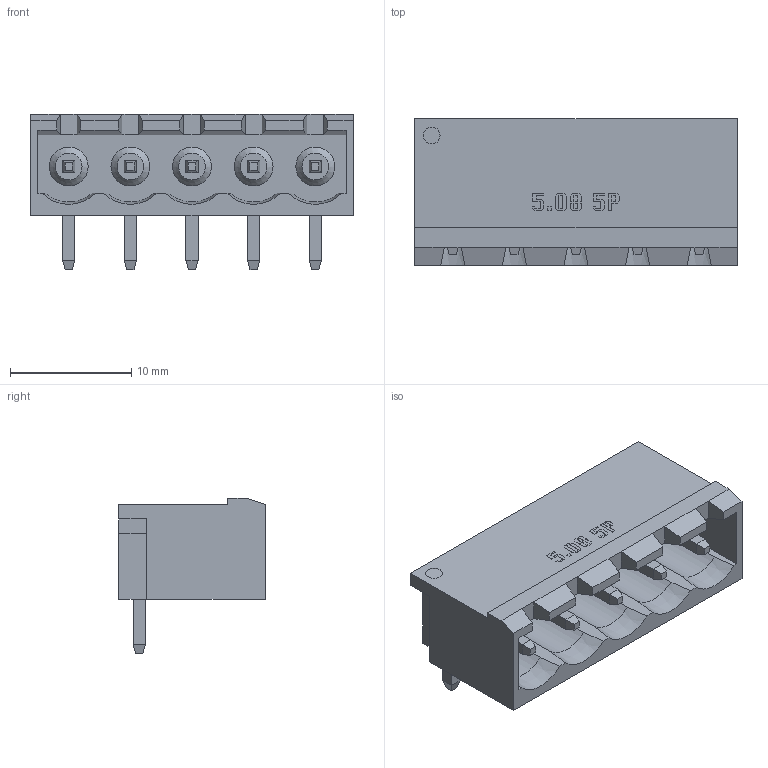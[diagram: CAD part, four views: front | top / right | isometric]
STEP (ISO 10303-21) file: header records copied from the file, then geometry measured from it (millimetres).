
FILE_DESCRIPTION(/* description */ ('model of Conn_Universal-5.08-5P-SIDE'),/* implementation_level */ '2;1');
FILE_NAME(/* name */ 'Conn_Universal-5.08-5P-SIDE.stp',/* time_stamp */ '2015-12-05T23:10:29',/* author */ ('Joan The Spark',''),/* organization */ (''),/* preprocessor_version */ '',/* originating_system */ '',/* authorisation */ '');
FILE_SCHEMA (('AUTOMOTIVE_DESIGN { 1 0 10303 214 3 1 1 }'));
Length unit declared in the file: millimetre
Products named in the file (1): Conn_Universal-5.08-xP-SIDE
Bounding box: 26.6 x 12.1 x 12.8 mm (x, y, z)
Volume: 1228.2 mm3; surface area: 2462.9 mm2
Topology: 1 solids, 1 shells, 339 faces, 868 edges, 557 vertices
Faces by surface type: plane 313, cylinder 16, cone 10
Full cylindrical faces by diameter (mm): 1.4 x1, 3.2 x5
Entity records: 10211 total; most frequent: CARTESIAN_POINT 1774, ORIENTED_EDGE 1714, DIRECTION 1569, EDGE_CURVE 857, LINE 805, VECTOR 805, VERTEX_POINT 557, AXIS2_PLACEMENT_3D 382
